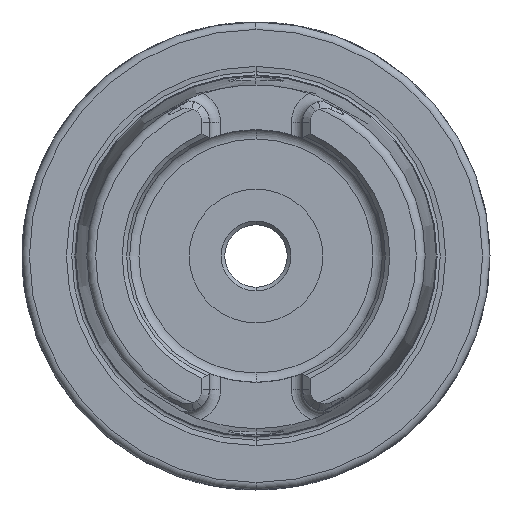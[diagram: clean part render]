
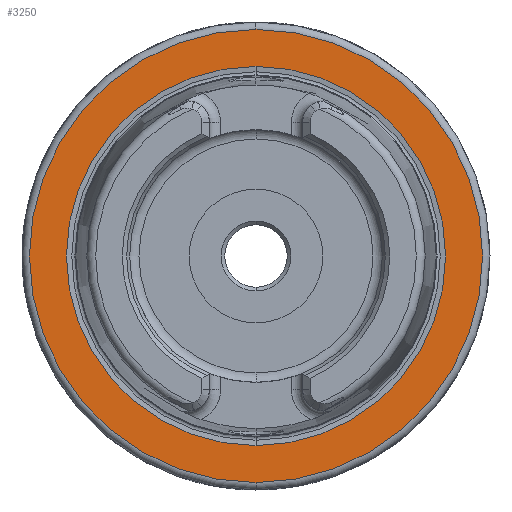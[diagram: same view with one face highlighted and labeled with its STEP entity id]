
A CAD part, left-side view. The second image highlights one B-rep face of the part: STEP entity #3250.
In plain terms, the highlighted planar face has unit normal (-1, 0, 0).
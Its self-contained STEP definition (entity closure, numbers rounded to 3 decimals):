
#78 = EDGE_CURVE ( 'NONE', #2973, #655, #2608, .T. ) ;
#188 = CARTESIAN_POINT ( 'NONE',  ( -29., 0., 0. ) ) ;
#335 = ORIENTED_EDGE ( 'NONE', *, *, #4617, .T. ) ;
#655 = VERTEX_POINT ( 'NONE', #4563 ) ;
#687 = ORIENTED_EDGE ( 'NONE', *, *, #5147, .T. ) ;
#765 = DIRECTION ( 'NONE',  ( 0., 0., -1. ) ) ;
#807 = DIRECTION ( 'NONE',  ( -1., 0., 0. ) ) ;
#966 = ORIENTED_EDGE ( 'NONE', *, *, #78, .T. ) ;
#1136 = EDGE_LOOP ( 'NONE', ( #687, #6003 ) ) ;
#1682 = DIRECTION ( 'NONE',  ( 1., 0., 0. ) ) ;
#2537 = CARTESIAN_POINT ( 'NONE',  ( -29., 31.5, 0. ) ) ;
#2608 = CIRCLE ( 'NONE', #4084, 25.521 ) ;
#2622 = PLANE ( 'NONE',  #7305 ) ;
#2741 = CARTESIAN_POINT ( 'NONE',  ( -29., 0., 0. ) ) ;
#2798 = EDGE_CURVE ( 'NONE', #6632, #4248, #4215, .T. ) ;
#2900 = FACE_OUTER_BOUND ( 'NONE', #1136, .T. ) ;
#2973 = VERTEX_POINT ( 'NONE', #6904 ) ;
#2997 = FACE_BOUND ( 'NONE', #4273, .T. ) ;
#3250 = ADVANCED_FACE ( 'NONE', ( #2900, #2997 ), #2622, .F. ) ;
#3357 = DIRECTION ( 'NONE',  ( 0., 0., -1. ) ) ;
#3487 = CIRCLE ( 'NONE', #3805, 30.5 ) ;
#3645 = AXIS2_PLACEMENT_3D ( 'NONE', #2741, #6751, #3357 ) ;
#3805 = AXIS2_PLACEMENT_3D ( 'NONE', #4416, #807, #4969 ) ;
#3829 = DIRECTION ( 'NONE',  ( 0., 0., -1. ) ) ;
#4084 = AXIS2_PLACEMENT_3D ( 'NONE', #5215, #1682, #5791 ) ;
#4215 = CIRCLE ( 'NONE', #3645, 30.5 ) ;
#4248 = VERTEX_POINT ( 'NONE', #5858 ) ;
#4273 = EDGE_LOOP ( 'NONE', ( #335, #966 ) ) ;
#4374 = DIRECTION ( 'NONE',  ( 1., 0., 0. ) ) ;
#4416 = CARTESIAN_POINT ( 'NONE',  ( -29., 0., 0. ) ) ;
#4563 = CARTESIAN_POINT ( 'NONE',  ( -29., 0., 25.521 ) ) ;
#4617 = EDGE_CURVE ( 'NONE', #655, #2973, #5365, .T. ) ;
#4969 = DIRECTION ( 'NONE',  ( 0., 0., -1. ) ) ;
#5147 = EDGE_CURVE ( 'NONE', #4248, #6632, #3487, .T. ) ;
#5215 = CARTESIAN_POINT ( 'NONE',  ( -29., 0., 0. ) ) ;
#5365 = CIRCLE ( 'NONE', #5990, 25.521 ) ;
#5791 = DIRECTION ( 'NONE',  ( 0., 0., -1. ) ) ;
#5858 = CARTESIAN_POINT ( 'NONE',  ( -29., 0., -30.5 ) ) ;
#5990 = AXIS2_PLACEMENT_3D ( 'NONE', #188, #4374, #765 ) ;
#6003 = ORIENTED_EDGE ( 'NONE', *, *, #2798, .T. ) ;
#6232 = CARTESIAN_POINT ( 'NONE',  ( -29., 0., 30.5 ) ) ;
#6632 = VERTEX_POINT ( 'NONE', #6232 ) ;
#6751 = DIRECTION ( 'NONE',  ( -1., 0., 0. ) ) ;
#6904 = CARTESIAN_POINT ( 'NONE',  ( -29., 0., -25.521 ) ) ;
#7211 = DIRECTION ( 'NONE',  ( 1., 0., 0. ) ) ;
#7305 = AXIS2_PLACEMENT_3D ( 'NONE', #2537, #7211, #3829 ) ;
